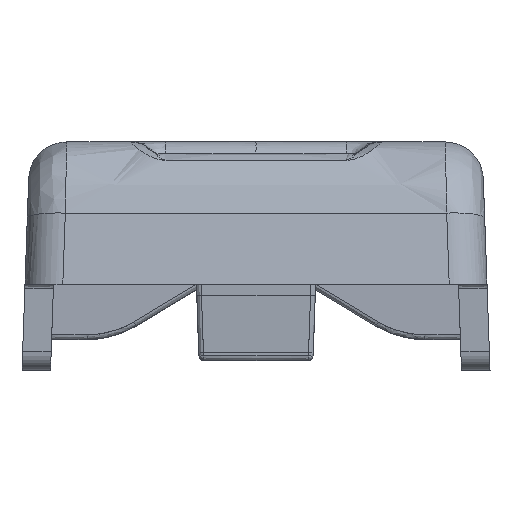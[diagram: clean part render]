
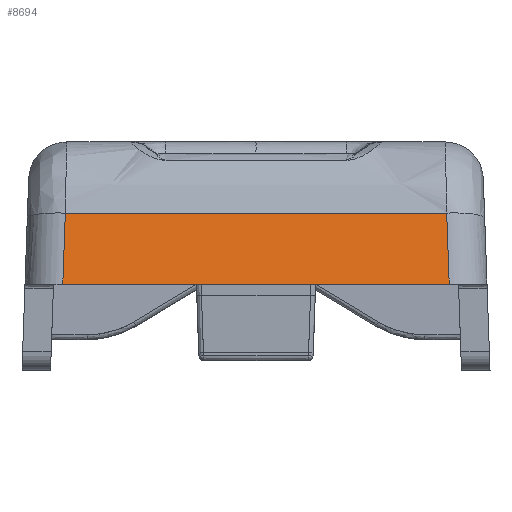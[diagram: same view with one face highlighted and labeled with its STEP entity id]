
A CAD part, left-side view. The second image highlights one B-rep face of the part: STEP entity #8694.
In plain terms, the highlighted free-form (B-spline) face has degree [1, 1] with [2, 2] control points.
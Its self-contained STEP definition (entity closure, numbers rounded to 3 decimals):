
#8659=CARTESIAN_POINT('F231',(-288.108,
   -200.375,148.8));
#8660=CARTESIAN_POINT('F231',(-286.831,
   -200.375,156.269));
#8661=CARTESIAN_POINT('F231',(-288.108,
   -249.625,148.8));
#8662=CARTESIAN_POINT('F231',(-286.831,
   -249.625,156.269));
#8663=B_SPLINE_SURFACE_WITH_KNOTS('F231',1,1,((#8659,#8661),(
   #8660,#8662)),.PLANE_SURF.,.F.,.F.,.U.,(2,2),(2,2),(0.0,1.0),(
   0.0,6.5),.UNSPECIFIED.);
#8664=CARTESIAN_POINT('V431',(-286.831,
   -245.069,156.269));
#8665=VERTEX_POINT('V431',#8664);
#8666=CARTESIAN_POINT('V432',(-286.831,
   -204.931,156.269));
#8667=VERTEX_POINT('V432',#8666);
#8668=CARTESIAN_POINT('E657',(-286.831,
   -245.069,156.269));
#8669=CARTESIAN_POINT('E657',(-286.831,
   -204.931,156.269));
#8670=B_SPLINE_CURVE_WITH_KNOTS('E657',1,(#8668,#8669),
   .POLYLINE_FORM.,.F.,.U.,(2,2),(0.3,
   2.943),.UNSPECIFIED.);
#8671=EDGE_CURVE('E657',#8665,#8667,#8670,.T.);
#8672=ORIENTED_EDGE('E657',*,*,#8671,.T.);
#8673=CARTESIAN_POINT('V356',(-288.108,
   -204.67,148.8));
#8674=VERTEX_POINT('V356',#8673);
#8675=CARTESIAN_POINT('E661',(-288.108,
   -204.67,148.8));
#8676=CARTESIAN_POINT('E661',(-286.831,
   -204.931,156.269));
#8677=B_SPLINE_CURVE_WITH_KNOTS('E661',1,(#8675,#8676),
   .POLYLINE_FORM.,.F.,.U.,(2,2),(2.0,3.211),
   .UNSPECIFIED.);
#8678=EDGE_CURVE('E661',#8674,#8667,#8677,.T.);
#8679=ORIENTED_EDGE('E661',*,*,#8678,.F.);
#8680=CARTESIAN_POINT('V357',(-288.108,
   -245.33,148.8));
#8681=VERTEX_POINT('V357',#8680);
#8682=CARTESIAN_POINT('E557',(-288.108,
   -204.67,148.8));
#8683=CARTESIAN_POINT('E557',(-288.108,
   -245.33,148.8));
#8684=B_SPLINE_CURVE_WITH_KNOTS('E557',1,(#8682,#8683),
   .POLYLINE_FORM.,.F.,.U.,(2,2),(0.087,
   0.913),.UNSPECIFIED.);
#8685=EDGE_CURVE('E557',#8674,#8681,#8684,.T.);
#8686=ORIENTED_EDGE('E557',*,*,#8685,.T.);
#8687=CARTESIAN_POINT('E660',(-286.831,
   -245.069,156.269));
#8688=CARTESIAN_POINT('E660',(-288.108,
   -245.33,148.8));
#8689=B_SPLINE_CURVE_WITH_KNOTS('E660',1,(#8687,#8688),
   .POLYLINE_FORM.,.F.,.U.,(2,2),(2.0,3.211),
   .UNSPECIFIED.);
#8690=EDGE_CURVE('E660',#8665,#8681,#8689,.T.);
#8691=ORIENTED_EDGE('E660',*,*,#8690,.F.);
#8692=EDGE_LOOP('F231',(#8672,#8679,#8686,#8691));
#8693=FACE_OUTER_BOUND('F231',#8692,.T.);
#8694=ADVANCED_FACE('F231',(#8693),#8663,.F.);
